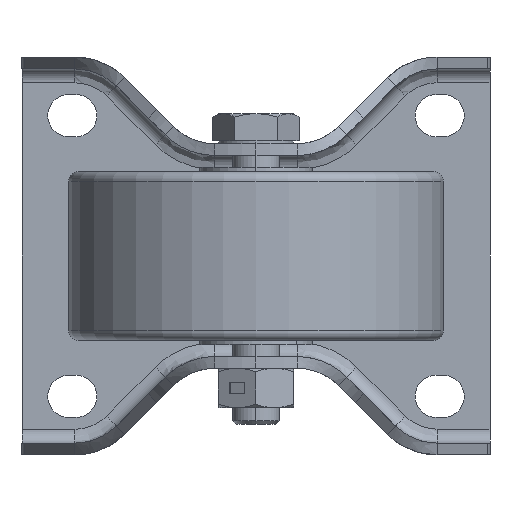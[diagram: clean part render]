
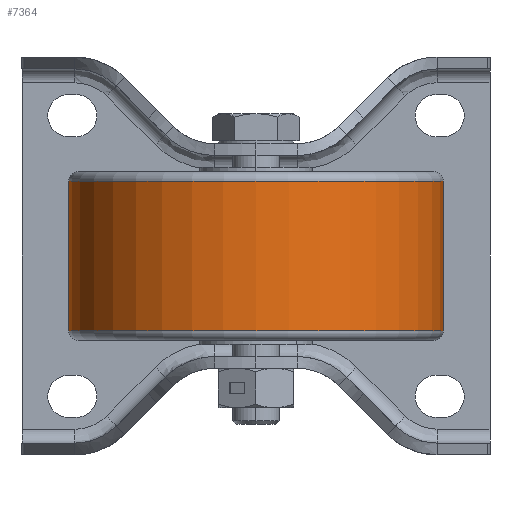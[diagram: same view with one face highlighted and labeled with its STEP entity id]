
A CAD part, front view. The second image highlights one B-rep face of the part: STEP entity #7364.
In plain terms, the highlighted cylindrical face has radius 40 mm (diameter 80 mm), a partial arc.
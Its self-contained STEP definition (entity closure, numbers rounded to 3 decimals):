
#2941 = VERTEX_POINT ( 'NONE', #20424 ) ;
#3616 = ORIENTED_EDGE ( 'NONE', *, *, #11537, .T. ) ;
#3633 = AXIS2_PLACEMENT_3D ( 'NONE', #13455, #10068, #16758 ) ;
#3636 = CARTESIAN_POINT ( 'NONE',  ( 0., -74.5, 16. ) ) ;
#3823 = CARTESIAN_POINT ( 'NONE',  ( -40., -74.5, 0. ) ) ;
#5147 = CYLINDRICAL_SURFACE ( 'NONE', #3633, 40. ) ;
#5260 = DIRECTION ( 'NONE',  ( -1., 0., 0. ) ) ;
#5658 = DIRECTION ( 'NONE',  ( 0., 0., 1. ) ) ;
#7099 = CARTESIAN_POINT ( 'NONE',  ( 40., -74.5, 16. ) ) ;
#7151 = ORIENTED_EDGE ( 'NONE', *, *, #9515, .F. ) ;
#7364 = ADVANCED_FACE ( 'NONE', ( #15103 ), #5147, .T. ) ;
#7491 = DIRECTION ( 'NONE',  ( 0., 0., 1. ) ) ;
#8141 = DIRECTION ( 'NONE',  ( 0., 0., 1. ) ) ;
#8819 = DIRECTION ( 'NONE',  ( 1., 0., 0. ) ) ;
#9035 = CARTESIAN_POINT ( 'NONE',  ( 0., -74.5, -16. ) ) ;
#9169 = VECTOR ( 'NONE', #5658, 1000. ) ;
#9480 = EDGE_CURVE ( 'NONE', #2941, #20496, #20717, .T. ) ;
#9515 = EDGE_CURVE ( 'NONE', #2941, #14729, #12344, .T. ) ;
#9855 = CARTESIAN_POINT ( 'NONE',  ( -40., -74.5, 16. ) ) ;
#10068 = DIRECTION ( 'NONE',  ( 0., 0., 1. ) ) ;
#11537 = EDGE_CURVE ( 'NONE', #20496, #16844, #14863, .T. ) ;
#11936 = VECTOR ( 'NONE', #8141, 1000. ) ;
#12344 = LINE ( 'NONE', #3823, #9169 ) ;
#12347 = AXIS2_PLACEMENT_3D ( 'NONE', #9035, #7491, #8819 ) ;
#12879 = ORIENTED_EDGE ( 'NONE', *, *, #9480, .T. ) ;
#13129 = EDGE_CURVE ( 'NONE', #16844, #14729, #21125, .T. ) ;
#13429 = EDGE_LOOP ( 'NONE', ( #12879, #3616, #15745, #7151 ) ) ;
#13455 = CARTESIAN_POINT ( 'NONE',  ( 0., -74.5, 0. ) ) ;
#14729 = VERTEX_POINT ( 'NONE', #9855 ) ;
#14863 = LINE ( 'NONE', #15063, #11936 ) ;
#15063 = CARTESIAN_POINT ( 'NONE',  ( 40., -74.5, 0. ) ) ;
#15103 = FACE_OUTER_BOUND ( 'NONE', #13429, .T. ) ;
#15745 = ORIENTED_EDGE ( 'NONE', *, *, #13129, .T. ) ;
#16758 = DIRECTION ( 'NONE',  ( -1., 0., 0. ) ) ;
#16844 = VERTEX_POINT ( 'NONE', #7099 ) ;
#18696 = AXIS2_PLACEMENT_3D ( 'NONE', #3636, #20269, #5260 ) ;
#20269 = DIRECTION ( 'NONE',  ( 0., 0., -1. ) ) ;
#20424 = CARTESIAN_POINT ( 'NONE',  ( -40., -74.5, -16. ) ) ;
#20496 = VERTEX_POINT ( 'NONE', #21544 ) ;
#20717 = CIRCLE ( 'NONE', #12347, 40. ) ;
#21125 = CIRCLE ( 'NONE', #18696, 40. ) ;
#21544 = CARTESIAN_POINT ( 'NONE',  ( 40., -74.5, -16. ) ) ;
